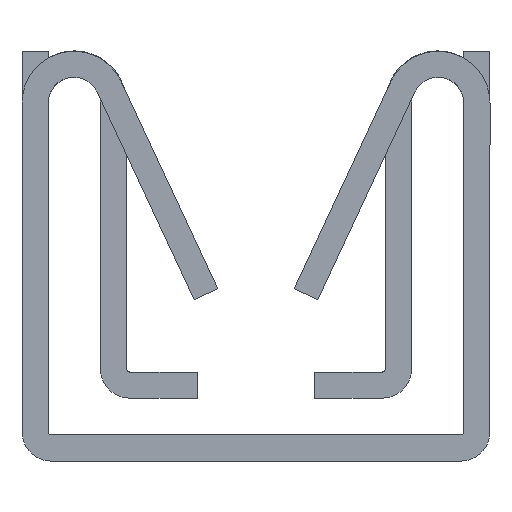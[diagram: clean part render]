
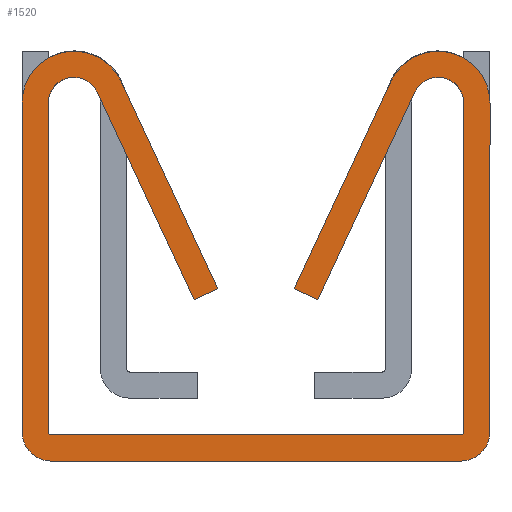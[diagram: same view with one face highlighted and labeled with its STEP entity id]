
A CAD part, front view. The second image highlights one B-rep face of the part: STEP entity #1520.
In plain terms, the highlighted planar face has unit normal (0, -1, 0).
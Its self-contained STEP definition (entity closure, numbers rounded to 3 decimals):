
#845=CARTESIAN_POINT('',(-7.25,-7.62,11.09));
#846=VERTEX_POINT('',#845);
#853=CARTESIAN_POINT('',(-4.181,-7.62,11.77));
#854=VERTEX_POINT('',#853);
#855=CARTESIAN_POINT('',(-5.64,-7.62,11.09));
#856=DIRECTION('',(0.,-1.0,0.));
#857=DIRECTION('',(-0.216,0.,0.976));
#858=AXIS2_PLACEMENT_3D('',#855,#856,#857);
#859=CIRCLE('',#858,1.61);
#860=EDGE_CURVE('',#854,#846,#859,.T.);
#884=CARTESIAN_POINT('',(-7.25,-7.62,0.91));
#885=VERTEX_POINT('',#884);
#892=CARTESIAN_POINT('',(-7.25,-7.62,11.09));
#893=DIRECTION('',(0.0,0.0,-1.0));
#894=VECTOR('',#893,10.18);
#895=LINE('',#892,#894);
#896=EDGE_CURVE('',#846,#885,#895,.T.);
#916=CARTESIAN_POINT('',(-6.34,-7.62,0.));
#917=VERTEX_POINT('',#916);
#924=CARTESIAN_POINT('',(-6.34,-7.62,0.91));
#925=DIRECTION('',(0.,-1.0,0.));
#926=DIRECTION('',(-0.707,0.,-0.707));
#927=AXIS2_PLACEMENT_3D('',#924,#925,#926);
#928=CIRCLE('',#927,0.91);
#929=EDGE_CURVE('',#885,#917,#928,.T.);
#948=CARTESIAN_POINT('',(6.34,-7.62,0.));
#949=VERTEX_POINT('',#948);
#956=CARTESIAN_POINT('',(-6.34,-7.62,0.));
#957=DIRECTION('',(1.0,0.0,0.0));
#958=VECTOR('',#957,12.68);
#959=LINE('',#956,#958);
#960=EDGE_CURVE('',#917,#949,#959,.T.);
#980=CARTESIAN_POINT('',(7.25,-7.62,0.91));
#981=VERTEX_POINT('',#980);
#988=CARTESIAN_POINT('',(6.34,-7.62,0.91));
#989=DIRECTION('',(0.,-1.0,0.));
#990=DIRECTION('',(0.707,0.,-0.707));
#991=AXIS2_PLACEMENT_3D('',#988,#989,#990);
#992=CIRCLE('',#991,0.91);
#993=EDGE_CURVE('',#949,#981,#992,.T.);
#1012=CARTESIAN_POINT('',(7.25,-7.62,11.09));
#1013=VERTEX_POINT('',#1012);
#1020=CARTESIAN_POINT('',(7.25,-7.62,0.91));
#1021=DIRECTION('',(0.0,0.0,1.0));
#1022=VECTOR('',#1021,10.18);
#1023=LINE('',#1020,#1022);
#1024=EDGE_CURVE('',#981,#1013,#1023,.T.);
#1044=CARTESIAN_POINT('',(4.181,-7.62,11.77));
#1045=VERTEX_POINT('',#1044);
#1052=CARTESIAN_POINT('',(5.64,-7.62,11.09));
#1053=DIRECTION('',(0.,-1.0,0.));
#1054=DIRECTION('',(0.216,0.,0.976));
#1055=AXIS2_PLACEMENT_3D('',#1052,#1053,#1054);
#1056=CIRCLE('',#1055,1.61);
#1057=EDGE_CURVE('',#1013,#1045,#1056,.T.);
#1076=CARTESIAN_POINT('',(1.183,-7.62,5.342));
#1077=VERTEX_POINT('',#1076);
#1084=CARTESIAN_POINT('',(4.181,-7.62,11.77));
#1085=DIRECTION('',(-0.423,0.,-0.906));
#1086=VECTOR('',#1085,7.093);
#1087=LINE('',#1084,#1086);
#1088=EDGE_CURVE('',#1045,#1077,#1087,.T.);
#1107=CARTESIAN_POINT('',(1.917,-7.62,5.));
#1108=VERTEX_POINT('',#1107);
#1115=CARTESIAN_POINT('',(1.183,-7.62,5.342));
#1116=DIRECTION('',(0.906,0.0,-0.423));
#1117=VECTOR('',#1116,0.81);
#1118=LINE('',#1115,#1117);
#1119=EDGE_CURVE('',#1077,#1108,#1118,.T.);
#1138=CARTESIAN_POINT('',(4.915,-7.62,11.428));
#1139=VERTEX_POINT('',#1138);
#1146=CARTESIAN_POINT('',(1.917,-7.62,5.));
#1147=DIRECTION('',(0.423,0.,0.906));
#1148=VECTOR('',#1147,7.093);
#1149=LINE('',#1146,#1148);
#1150=EDGE_CURVE('',#1108,#1139,#1149,.T.);
#1170=CARTESIAN_POINT('',(6.44,-7.62,11.09));
#1171=VERTEX_POINT('',#1170);
#1178=CARTESIAN_POINT('',(5.64,-7.62,11.09));
#1179=DIRECTION('',(0.,1.,0.));
#1180=DIRECTION('',(0.216,0.,0.976));
#1181=AXIS2_PLACEMENT_3D('',#1178,#1179,#1180);
#1182=CIRCLE('',#1181,0.8);
#1183=EDGE_CURVE('',#1139,#1171,#1182,.T.);
#1202=CARTESIAN_POINT('',(6.44,-7.62,0.91));
#1203=VERTEX_POINT('',#1202);
#1210=CARTESIAN_POINT('',(6.44,-7.62,11.09));
#1211=DIRECTION('',(0.0,0.0,-1.0));
#1212=VECTOR('',#1211,10.18);
#1213=LINE('',#1210,#1212);
#1214=EDGE_CURVE('',#1171,#1203,#1213,.T.);
#1234=CARTESIAN_POINT('',(6.34,-7.62,0.81));
#1235=VERTEX_POINT('',#1234);
#1242=CARTESIAN_POINT('',(6.34,-7.62,0.91));
#1243=DIRECTION('',(0.,1.,0.));
#1244=DIRECTION('',(0.707,0.,-0.707));
#1245=AXIS2_PLACEMENT_3D('',#1242,#1243,#1244);
#1246=CIRCLE('',#1245,0.1);
#1247=EDGE_CURVE('',#1203,#1235,#1246,.T.);
#1266=CARTESIAN_POINT('',(-6.34,-7.62,0.81));
#1267=VERTEX_POINT('',#1266);
#1274=CARTESIAN_POINT('',(6.34,-7.62,0.81));
#1275=DIRECTION('',(-1.0,0.0,0.0));
#1276=VECTOR('',#1275,12.68);
#1277=LINE('',#1274,#1276);
#1278=EDGE_CURVE('',#1235,#1267,#1277,.T.);
#1298=CARTESIAN_POINT('',(-6.44,-7.62,0.91));
#1299=VERTEX_POINT('',#1298);
#1306=CARTESIAN_POINT('',(-6.34,-7.62,0.91));
#1307=DIRECTION('',(0.,1.,0.));
#1308=DIRECTION('',(-0.707,0.,-0.707));
#1309=AXIS2_PLACEMENT_3D('',#1306,#1307,#1308);
#1310=CIRCLE('',#1309,0.1);
#1311=EDGE_CURVE('',#1267,#1299,#1310,.T.);
#1330=CARTESIAN_POINT('',(-6.44,-7.62,11.09));
#1331=VERTEX_POINT('',#1330);
#1338=CARTESIAN_POINT('',(-6.44,-7.62,0.91));
#1339=DIRECTION('',(0.0,0.0,1.0));
#1340=VECTOR('',#1339,10.18);
#1341=LINE('',#1338,#1340);
#1342=EDGE_CURVE('',#1299,#1331,#1341,.T.);
#1362=CARTESIAN_POINT('',(-4.915,-7.62,11.428));
#1363=VERTEX_POINT('',#1362);
#1370=CARTESIAN_POINT('',(-5.64,-7.62,11.09));
#1371=DIRECTION('',(0.,1.0,0.));
#1372=DIRECTION('',(-0.216,0.,0.976));
#1373=AXIS2_PLACEMENT_3D('',#1370,#1371,#1372);
#1374=CIRCLE('',#1373,0.8);
#1375=EDGE_CURVE('',#1331,#1363,#1374,.T.);
#1394=CARTESIAN_POINT('',(-1.917,-7.62,5.));
#1395=VERTEX_POINT('',#1394);
#1402=CARTESIAN_POINT('',(-4.915,-7.62,11.428));
#1403=DIRECTION('',(0.423,0.,-0.906));
#1404=VECTOR('',#1403,7.093);
#1405=LINE('',#1402,#1404);
#1406=EDGE_CURVE('',#1363,#1395,#1405,.T.);
#1425=CARTESIAN_POINT('',(-1.183,-7.62,5.342));
#1426=VERTEX_POINT('',#1425);
#1433=CARTESIAN_POINT('',(-1.917,-7.62,5.));
#1434=DIRECTION('',(0.906,0.0,0.423));
#1435=VECTOR('',#1434,0.81);
#1436=LINE('',#1433,#1435);
#1437=EDGE_CURVE('',#1395,#1426,#1436,.T.);
#1455=CARTESIAN_POINT('',(-1.183,-7.62,5.342));
#1456=DIRECTION('',(-0.423,0.,0.906));
#1457=VECTOR('',#1456,7.093);
#1458=LINE('',#1455,#1457);
#1459=EDGE_CURVE('',#1426,#854,#1458,.T.);
#1493=CARTESIAN_POINT('',(0.,-7.62,5.862));
#1494=DIRECTION('',(0.0,1.0,0.0));
#1495=DIRECTION('',(0.0,0.0,1.0));
#1496=AXIS2_PLACEMENT_3D('',#1493,#1494,#1495);
#1497=PLANE('',#1496);
#1498=ORIENTED_EDGE('',*,*,#1459,.T.);
#1499=ORIENTED_EDGE('',*,*,#860,.T.);
#1500=ORIENTED_EDGE('',*,*,#896,.T.);
#1501=ORIENTED_EDGE('',*,*,#929,.T.);
#1502=ORIENTED_EDGE('',*,*,#960,.T.);
#1503=ORIENTED_EDGE('',*,*,#993,.T.);
#1504=ORIENTED_EDGE('',*,*,#1024,.T.);
#1505=ORIENTED_EDGE('',*,*,#1057,.T.);
#1506=ORIENTED_EDGE('',*,*,#1088,.T.);
#1507=ORIENTED_EDGE('',*,*,#1119,.T.);
#1508=ORIENTED_EDGE('',*,*,#1150,.T.);
#1509=ORIENTED_EDGE('',*,*,#1183,.T.);
#1510=ORIENTED_EDGE('',*,*,#1214,.T.);
#1511=ORIENTED_EDGE('',*,*,#1247,.T.);
#1512=ORIENTED_EDGE('',*,*,#1278,.T.);
#1513=ORIENTED_EDGE('',*,*,#1311,.T.);
#1514=ORIENTED_EDGE('',*,*,#1342,.T.);
#1515=ORIENTED_EDGE('',*,*,#1375,.T.);
#1516=ORIENTED_EDGE('',*,*,#1406,.T.);
#1517=ORIENTED_EDGE('',*,*,#1437,.T.);
#1518=EDGE_LOOP('',(#1498,#1499,#1500,#1501,#1502,#1503,#1504,#1505,#1506,#1507,#1508,#1509,#1510,#1511,#1512,#1513,#1514,#1515,#1516,#1517));
#1519=FACE_OUTER_BOUND('',#1518,.T.);
#1520=ADVANCED_FACE('',(#1519),#1497,.F.);
